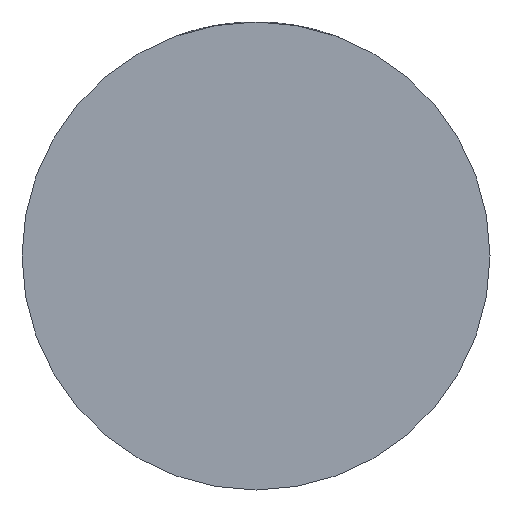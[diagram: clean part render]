
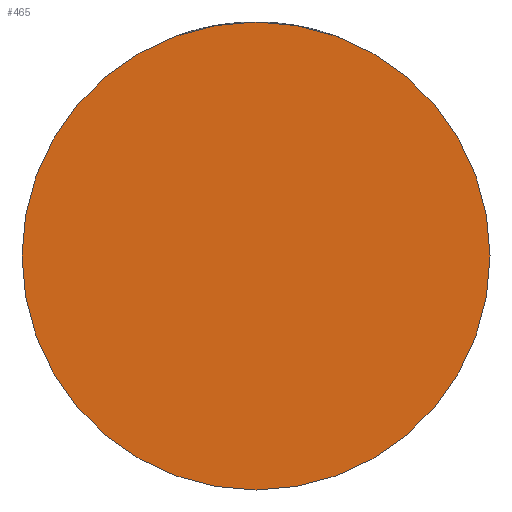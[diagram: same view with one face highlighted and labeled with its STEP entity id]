
A CAD part, front view. The second image highlights one B-rep face of the part: STEP entity #465.
In plain terms, the highlighted planar face has unit normal (0, -1, 0).
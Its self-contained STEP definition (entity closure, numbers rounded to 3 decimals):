
#8 = VERTEX_POINT ( 'NONE', #826 ) ;
#114 = ORIENTED_EDGE ( 'NONE', *, *, #1209, .F. ) ;
#157 = DIRECTION ( 'NONE',  ( 0., 1., 0. ) ) ;
#162 = ORIENTED_EDGE ( 'NONE', *, *, #693, .F. ) ;
#203 = AXIS2_PLACEMENT_3D ( 'NONE', #915, #615, #1237 ) ;
#238 = DIRECTION ( 'NONE',  ( 0., 0., 1. ) ) ;
#325 = CIRCLE ( 'NONE', #854, 4.5 ) ;
#347 = CARTESIAN_POINT ( 'NONE',  ( 0., 0., 0. ) ) ;
#448 = FACE_OUTER_BOUND ( 'NONE', #1056, .T. ) ;
#465 = ADVANCED_FACE ( 'NONE', ( #448 ), #747, .F. ) ;
#598 = VERTEX_POINT ( 'NONE', #1172 ) ;
#599 = DIRECTION ( 'NONE',  ( 0., 0., 1. ) ) ;
#615 = DIRECTION ( 'NONE',  ( 0., 1., 0. ) ) ;
#693 = EDGE_CURVE ( 'NONE', #8, #598, #325, .T. ) ;
#747 = PLANE ( 'NONE',  #1220 ) ;
#826 = CARTESIAN_POINT ( 'NONE',  ( 0., 0., -4.5 ) ) ;
#841 = CIRCLE ( 'NONE', #203, 4.5 ) ;
#854 = AXIS2_PLACEMENT_3D ( 'NONE', #901, #1012, #599 ) ;
#901 = CARTESIAN_POINT ( 'NONE',  ( 0., 0., 0. ) ) ;
#915 = CARTESIAN_POINT ( 'NONE',  ( 0., 0., 0. ) ) ;
#1012 = DIRECTION ( 'NONE',  ( 0., 1., 0. ) ) ;
#1056 = EDGE_LOOP ( 'NONE', ( #162, #114 ) ) ;
#1172 = CARTESIAN_POINT ( 'NONE',  ( 0., 0., 4.5 ) ) ;
#1209 = EDGE_CURVE ( 'NONE', #598, #8, #841, .T. ) ;
#1220 = AXIS2_PLACEMENT_3D ( 'NONE', #347, #157, #238 ) ;
#1237 = DIRECTION ( 'NONE',  ( 0., 0., 1. ) ) ;
